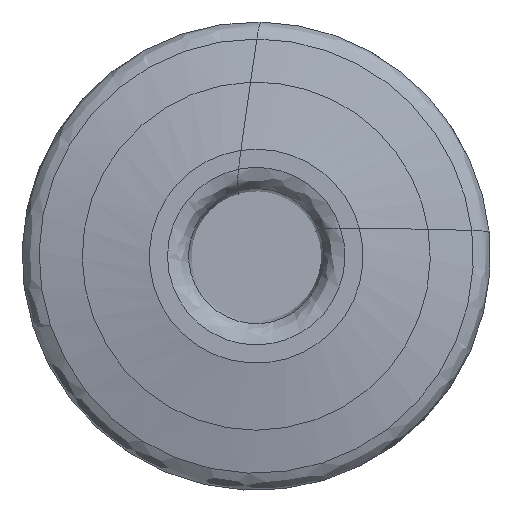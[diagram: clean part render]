
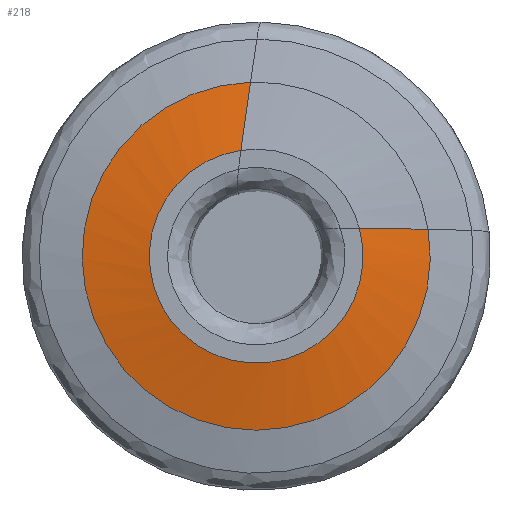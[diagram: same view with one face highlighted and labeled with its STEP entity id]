
A CAD part, left-side view. The second image highlights one B-rep face of the part: STEP entity #218.
In plain terms, the highlighted free-form (B-spline) face has degree [1, 3] with [2, 7] control points.
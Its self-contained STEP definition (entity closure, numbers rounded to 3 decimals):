
#40=(
BOUNDED_SURFACE()
B_SPLINE_SURFACE(1,3,((#1329,#1330,#1331,#1332,#1333,#1334,#1335),(#1336,
#1337,#1338,#1339,#1340,#1341,#1342)),.UNSPECIFIED.,.F.,.F.,.F.)
B_SPLINE_SURFACE_WITH_KNOTS((2,2),(4,3,4),(0.,1.),(0.,0.5,1.),
 .UNSPECIFIED.)
GEOMETRIC_REPRESENTATION_ITEM()
RATIONAL_B_SPLINE_SURFACE(((1.,0.57,0.57,1.,0.57,
0.57,1.),(1.,0.57,0.57,1.,0.57,
0.57,1.)))
REPRESENTATION_ITEM('')
SURFACE()
);
#72=LINE('',#1327,#96);
#73=LINE('',#1328,#97);
#96=VECTOR('',#964,1.);
#97=VECTOR('',#965,1.);
#139=FACE_OUTER_BOUND('',#345,.T.);
#218=ADVANCED_FACE('',(#139),#40,.F.);
#345=EDGE_LOOP('',(#448,#449,#450,#451));
#448=ORIENTED_EDGE('',*,*,#643,.F.);
#449=ORIENTED_EDGE('',*,*,#644,.F.);
#450=ORIENTED_EDGE('',*,*,#640,.T.);
#451=ORIENTED_EDGE('',*,*,#645,.F.);
#578=VERTEX_POINT('',#1319);
#579=VERTEX_POINT('',#1320);
#580=VERTEX_POINT('',#1325);
#581=VERTEX_POINT('',#1326);
#640=EDGE_CURVE('',#578,#579,#716,.T.);
#643=EDGE_CURVE('',#580,#581,#717,.T.);
#644=EDGE_CURVE('',#578,#580,#72,.T.);
#645=EDGE_CURVE('',#581,#579,#73,.T.);
#716=CIRCLE('',#799,5.706);
#717=CIRCLE('',#801,9.289);
#799=AXIS2_PLACEMENT_3D('',#1318,#956,#957);
#801=AXIS2_PLACEMENT_3D('',#1324,#962,#963);
#956=DIRECTION('',(1.,0.,0.));
#957=DIRECTION('',(0.,-0.965,0.263));
#962=DIRECTION('',(1.,0.,0.));
#963=DIRECTION('',(0.,-0.988,0.154));
#964=DIRECTION('',(0.173,-0.985,-0.018));
#965=DIRECTION('',(-0.173,0.138,-0.975));
#1318=CARTESIAN_POINT('',(0.,0.,0.));
#1319=CARTESIAN_POINT('',(0.,-5.506,1.5));
#1320=CARTESIAN_POINT('',(0.,0.82,5.647));
#1324=CARTESIAN_POINT('',(0.644,0.,0.));
#1325=CARTESIAN_POINT('',(0.644,-9.177,1.432));
#1326=CARTESIAN_POINT('',(0.644,0.306,9.283));
#1327=CARTESIAN_POINT('',(0.,-5.506,1.5));
#1328=CARTESIAN_POINT('',(0.,0.82,5.647));
#1329=CARTESIAN_POINT('',(0.,-5.506,1.5));
#1330=CARTESIAN_POINT('',(0.,-7.148,-4.526));
#1331=CARTESIAN_POINT('',(0.,-2.094,-8.197));
#1332=CARTESIAN_POINT('',(0.,3.129,-4.772));
#1333=CARTESIAN_POINT('',(0.,8.352,-1.348));
#1334=CARTESIAN_POINT('',(0.,7.001,4.75));
#1335=CARTESIAN_POINT('',(0.,0.82,5.647));
#1336=CARTESIAN_POINT('',(0.644,-9.177,1.432));
#1337=CARTESIAN_POINT('',(0.644,-10.745,-8.612));
#1338=CARTESIAN_POINT('',(0.644,-1.908,-13.638));
#1339=CARTESIAN_POINT('',(0.644,5.923,-7.155));
#1340=CARTESIAN_POINT('',(0.644,13.754,-0.672));
#1341=CARTESIAN_POINT('',(0.644,10.467,8.948));
#1342=CARTESIAN_POINT('',(0.644,0.306,9.283));
